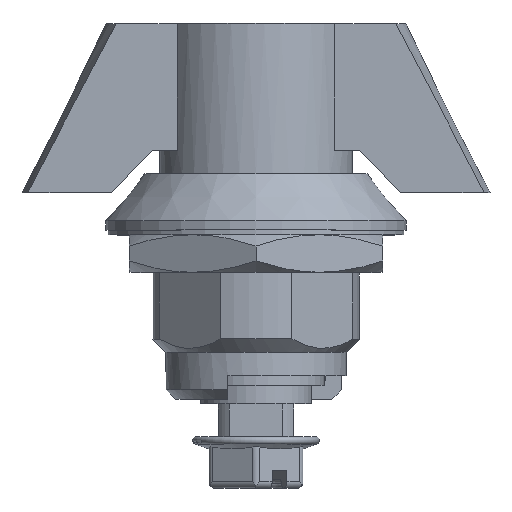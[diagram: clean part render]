
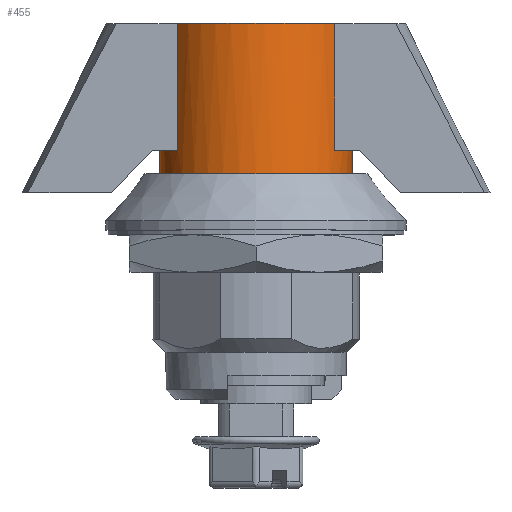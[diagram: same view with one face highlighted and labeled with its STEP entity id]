
A CAD part, top view. The second image highlights one B-rep face of the part: STEP entity #455.
In plain terms, the highlighted cylindrical face has radius 10.25 mm (diameter 20.5 mm), a full revolution.
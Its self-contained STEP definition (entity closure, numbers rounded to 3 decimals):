
#455 = ADVANCED_FACE( '', ( #901, #902 ), #903, .T. );
#901 = FACE_OUTER_BOUND( '', #1341, .T. );
#902 = FACE_OUTER_BOUND( '', #1342, .T. );
#903 = CYLINDRICAL_SURFACE( '', #1343, 10.25 );
#1341 = EDGE_LOOP( '', ( #2352 ) );
#1342 = EDGE_LOOP( '', ( #2353, #2354, #2355, #2356, #2357, #2358, #2359, #2360 ) );
#1343 = AXIS2_PLACEMENT_3D( '', #2361, #2362, #2363 );
#2352 = ORIENTED_EDGE( '', *, *, #2939, .F. );
#2353 = ORIENTED_EDGE( '', *, *, #2660, .F. );
#2354 = ORIENTED_EDGE( '', *, *, #2555, .T. );
#2355 = ORIENTED_EDGE( '', *, *, #2717, .T. );
#2356 = ORIENTED_EDGE( '', *, *, #2906, .F. );
#2357 = ORIENTED_EDGE( '', *, *, #2811, .F. );
#2358 = ORIENTED_EDGE( '', *, *, #2702, .T. );
#2359 = ORIENTED_EDGE( '', *, *, #2549, .T. );
#2360 = ORIENTED_EDGE( '', *, *, #2905, .F. );
#2361 = CARTESIAN_POINT( '', ( 0., 0., 0. ) );
#2362 = DIRECTION( '', ( 0., 1., 0. ) );
#2363 = DIRECTION( '', ( 0., 0., -1. ) );
#2549 = EDGE_CURVE( '', #2991, #2989, #2992, .T. );
#2555 = EDGE_CURVE( '', #3002, #2999, #3003, .T. );
#2660 = EDGE_CURVE( '', #3002, #3188, #3189, .T. );
#2702 = EDGE_CURVE( '', #3256, #2991, #3257, .T. );
#2717 = EDGE_CURVE( '', #2999, #3280, #3282, .T. );
#2811 = EDGE_CURVE( '', #3256, #3417, #3418, .T. );
#2905 = EDGE_CURVE( '', #3188, #2989, #3533, .T. );
#2906 = EDGE_CURVE( '', #3417, #3280, #3534, .T. );
#2939 = EDGE_CURVE( '', #3574, #3574, #3575, .T. );
#2989 = VERTEX_POINT( '', #3646 );
#2991 = VERTEX_POINT( '', #3649 );
#2992 = LINE( '', #3650, #3651 );
#2999 = VERTEX_POINT( '', #3663 );
#3002 = VERTEX_POINT( '', #3667 );
#3003 = CIRCLE( '', #3668, 10.25 );
#3188 = VERTEX_POINT( '', #4052 );
#3189 = LINE( '', #4053, #4054 );
#3256 = VERTEX_POINT( '', #4159 );
#3257 = CIRCLE( '', #4160, 10.25 );
#3280 = VERTEX_POINT( '', #4199 );
#3282 = LINE( '', #4202, #4203 );
#3417 = VERTEX_POINT( '', #4425 );
#3418 = LINE( '', #4426, #4427 );
#3533 = CIRCLE( '', #4641, 10.25 );
#3534 = CIRCLE( '', #4642, 10.25 );
#3574 = VERTEX_POINT( '', #4692 );
#3575 = CIRCLE( '', #4693, 10.25 );
#3646 = CARTESIAN_POINT( '', ( -8.382, 44., -5.9 ) );
#3649 = CARTESIAN_POINT( '', ( -8.382, 30.5, -5.9 ) );
#3650 = CARTESIAN_POINT( '', ( -8.382, 25.5, -5.9 ) );
#3651 = VECTOR( '', #4742, 1000. );
#3663 = CARTESIAN_POINT( '', ( 8.382, 30.5, 5.9 ) );
#3667 = CARTESIAN_POINT( '', ( 8.382, 30.5, -5.9 ) );
#3668 = AXIS2_PLACEMENT_3D( '', #4746, #4747, #4748 );
#4052 = CARTESIAN_POINT( '', ( 8.382, 44., -5.9 ) );
#4053 = CARTESIAN_POINT( '', ( 8.382, 25.5, -5.9 ) );
#4054 = VECTOR( '', #4856, 1000. );
#4159 = CARTESIAN_POINT( '', ( -8.382, 30.5, 5.9 ) );
#4160 = AXIS2_PLACEMENT_3D( '', #4910, #4911, #4912 );
#4199 = CARTESIAN_POINT( '', ( 8.382, 44., 5.9 ) );
#4202 = CARTESIAN_POINT( '', ( 8.382, 25.5, 5.9 ) );
#4203 = VECTOR( '', #4926, 1000. );
#4425 = CARTESIAN_POINT( '', ( -8.382, 44., 5.9 ) );
#4426 = CARTESIAN_POINT( '', ( -8.382, 25.5, 5.9 ) );
#4427 = VECTOR( '', #5038, 1000. );
#4641 = AXIS2_PLACEMENT_3D( '', #5127, #5128, #5129 );
#4642 = AXIS2_PLACEMENT_3D( '', #5130, #5131, #5132 );
#4692 = CARTESIAN_POINT( '', ( 0., 27.8, -10.25 ) );
#4693 = AXIS2_PLACEMENT_3D( '', #5158, #5159, #5160 );
#4742 = DIRECTION( '', ( 0., 1., 0. ) );
#4746 = CARTESIAN_POINT( '', ( 0., 30.5, 0. ) );
#4747 = DIRECTION( '', ( 0., -1., 0. ) );
#4748 = DIRECTION( '', ( 0., 0., -1. ) );
#4856 = DIRECTION( '', ( 0., 1., 0. ) );
#4910 = CARTESIAN_POINT( '', ( 0., 30.5, 0. ) );
#4911 = DIRECTION( '', ( 0., -1., 0. ) );
#4912 = DIRECTION( '', ( 0., 0., -1. ) );
#4926 = DIRECTION( '', ( 0., 1., 0. ) );
#5038 = DIRECTION( '', ( 0., 1., 0. ) );
#5127 = CARTESIAN_POINT( '', ( 0., 44., 0. ) );
#5128 = DIRECTION( '', ( 0., 1., 0. ) );
#5129 = DIRECTION( '', ( 1., 0., 0. ) );
#5130 = CARTESIAN_POINT( '', ( 0., 44., 0. ) );
#5131 = DIRECTION( '', ( 0., 1., 0. ) );
#5132 = DIRECTION( '', ( 1., 0., 0. ) );
#5158 = CARTESIAN_POINT( '', ( 0., 27.8, 0. ) );
#5159 = DIRECTION( '', ( 0., -1., 0. ) );
#5160 = DIRECTION( '', ( 0., 0., -1. ) );
